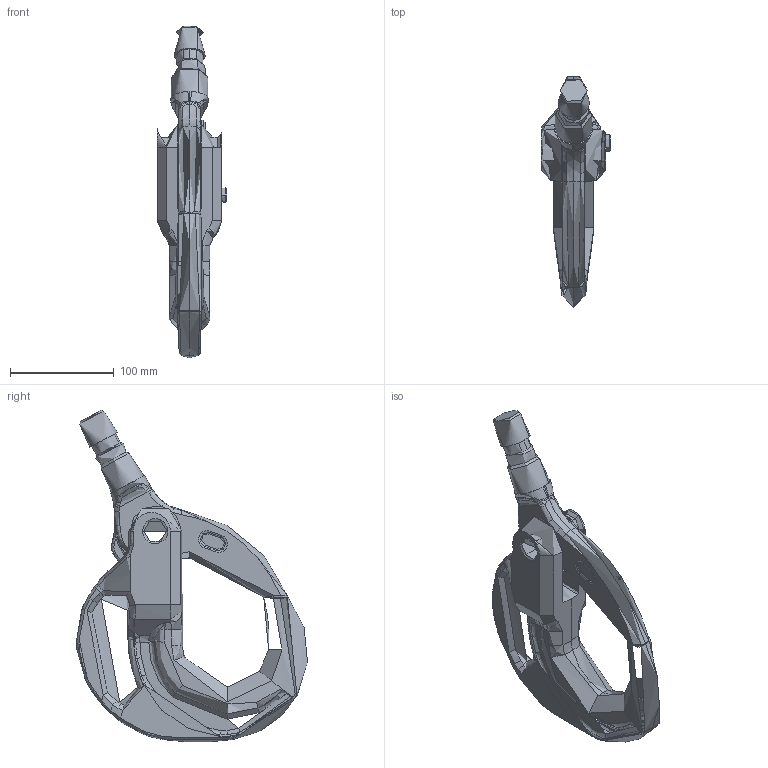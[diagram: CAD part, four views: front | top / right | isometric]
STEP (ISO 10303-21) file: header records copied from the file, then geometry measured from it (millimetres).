
FILE_DESCRIPTION(('CATIA V5 STEP Exchange'),'2;1');
FILE_NAME('X952N-16.stp','2017-06-22T07:09:11+00:00',('none'),('none'),'CATIA Version 5 Release 21 GA (IN-10)','CATIA V5 STEP AP203','none');
FILE_SCHEMA(('CONFIG_CONTROL_DESIGN'));
Products named in the file (1): X952N-16
Assembly tree (3 placements, depth 2):
  X952N-16
    #58
    #12217
    #51269
Bounding box: 66.6 x 221.98 x 319.01 mm (x, y, z)
Volume: 6910.3 mm3
Topology: 1 solids, 9 shells, 546 faces, 1327 edges, 768 vertices
Faces by surface type: bspline 263, cylinder 79, cone 76, torus 64, plane 58, revolution 6
Entity records: 51822 total; most frequent: CARTESIAN_POINT 41716, ORIENTED_EDGE 2612, EDGE_CURVE 1306, DIRECTION 1024, B_SPLINE_CURVE_WITH_KNOTS 804, VERTEX_POINT 757, EDGE_LOOP 571, ADVANCED_FACE 556
